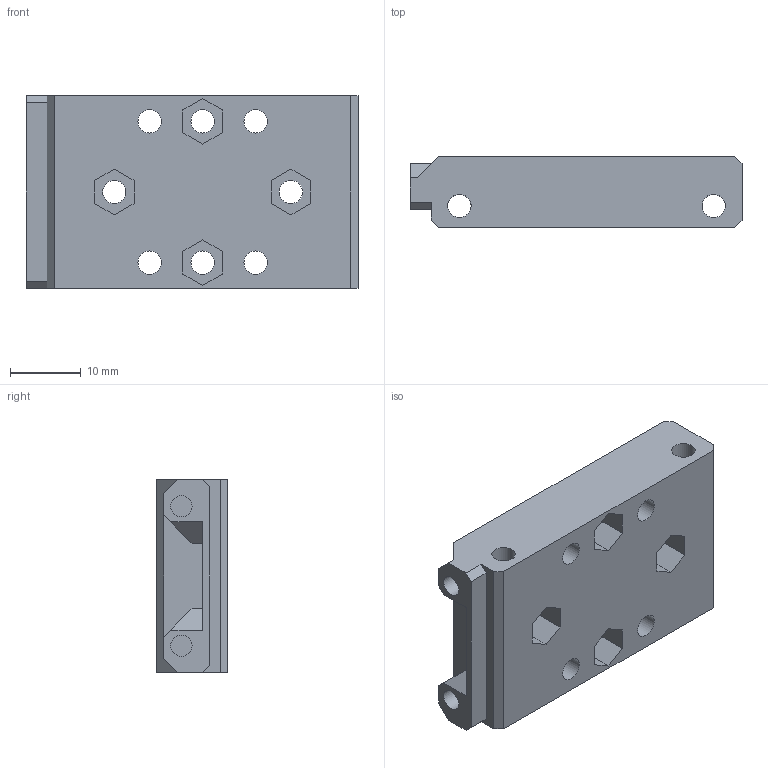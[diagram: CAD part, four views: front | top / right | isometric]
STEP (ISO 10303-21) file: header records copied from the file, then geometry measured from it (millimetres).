
FILE_DESCRIPTION(/* description */ (''),/* implementation_level */ '2;1');
FILE_NAME(/* name */ 'top_endstop_mgn12c.step',/* time_stamp */ '2022-06-27T14:19:16+01:00',/* author */ (''),/* organization */ (''),/* preprocessor_version */ 'ST-DEVELOPER v19',/* originating_system */ 'Autodesk Translation Framework v11.7.0.108',/* authorisation */ '');
FILE_SCHEMA (('AUTOMOTIVE_DESIGN { 1 0 10303 214 3 1 1 }'));
Length unit declared in the file: millimetre
Products named in the file (1): top_endstop_mgn12c
Bounding box: 47 x 10 x 27.3 mm (x, y, z)
Volume: 9996.3 mm3; surface area: 5858.4 mm2
Topology: 1 solids, 1 shells, 90 faces, 238 edges, 158 vertices
Faces by surface type: plane 70, cylinder 20
Full cylindrical faces by diameter (mm): 3 x2, 3.3 x10, 5.6 x4
Entity records: 2855 total; most frequent: CARTESIAN_POINT 487, ORIENTED_EDGE 476, DIRECTION 468, EDGE_CURVE 238, LINE 190, VECTOR 190, VERTEX_POINT 158, AXIS2_PLACEMENT_3D 139
